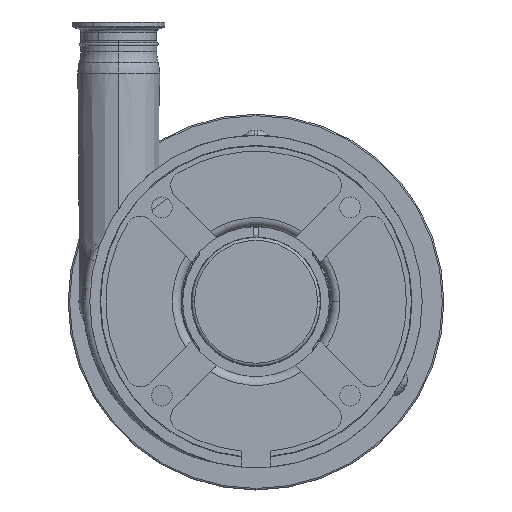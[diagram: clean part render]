
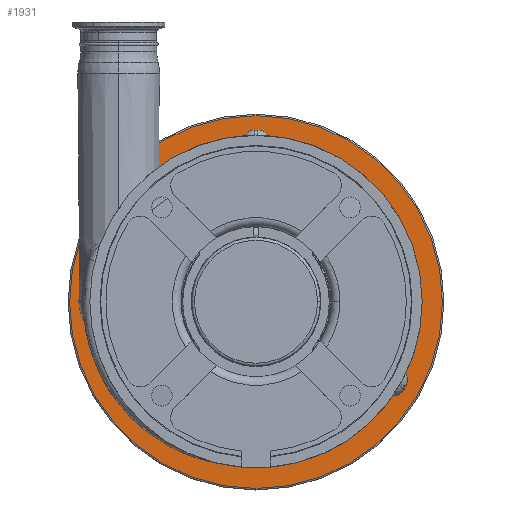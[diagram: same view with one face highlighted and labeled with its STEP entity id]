
A CAD part, top view. The second image highlights one B-rep face of the part: STEP entity #1931.
In plain terms, the highlighted planar face has unit normal (0, 0, 1).
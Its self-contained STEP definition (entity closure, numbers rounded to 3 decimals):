
#136 = ORIENTED_EDGE ( 'NONE', *, *, #12820, .T. ) ;
#659 = FACE_OUTER_BOUND ( 'NONE', #12157, .T. ) ;
#690 = DIRECTION ( 'NONE',  ( 1., 0., 0. ) ) ;
#698 = CARTESIAN_POINT ( 'NONE',  ( 84.397, -54.5, -58.5 ) ) ;
#1118 = VERTEX_POINT ( 'NONE', #12681 ) ;
#1195 = VERTEX_POINT ( 'NONE', #17535 ) ;
#1415 = AXIS2_PLACEMENT_3D ( 'NONE', #8859, #7635, #690 ) ;
#1491 = DIRECTION ( 'NONE',  ( -1., 0., 0. ) ) ;
#1577 = EDGE_LOOP ( 'NONE', ( #4393, #136 ) ) ;
#1592 = ORIENTED_EDGE ( 'NONE', *, *, #5979, .T. ) ;
#1824 = DIRECTION ( 'NONE',  ( -1., 0., 0. ) ) ;
#1861 = VERTEX_POINT ( 'NONE', #5830 ) ;
#1884 = PLANE ( 'NONE',  #6598 ) ;
#1931 = ADVANCED_FACE ( 'NONE', ( #14716, #11901, #9107, #14813, #659 ), #1884, .F. ) ;
#1972 = DIRECTION ( 'NONE',  ( -1., 0., 0. ) ) ;
#2187 = CARTESIAN_POINT ( 'NONE',  ( -94.397, -54.5, -58.5 ) ) ;
#2208 = AXIS2_PLACEMENT_3D ( 'NONE', #2187, #9224, #3404 ) ;
#2428 = DIRECTION ( 'NONE',  ( -1., 0., 0. ) ) ;
#2437 = AXIS2_PLACEMENT_3D ( 'NONE', #5219, #6539, #10947 ) ;
#2504 = CIRCLE ( 'NONE', #2208, 10. ) ;
#3290 = CARTESIAN_POINT ( 'NONE',  ( 104.397, -54.5, -58.5 ) ) ;
#3404 = DIRECTION ( 'NONE',  ( -1., 0., 0. ) ) ;
#3540 = AXIS2_PLACEMENT_3D ( 'NONE', #7414, #17705, #14702 ) ;
#3578 = VERTEX_POINT ( 'NONE', #14107 ) ;
#3714 = DIRECTION ( 'NONE',  ( -1., 0., 0. ) ) ;
#4168 = ORIENTED_EDGE ( 'NONE', *, *, #11597, .T. ) ;
#4332 = AXIS2_PLACEMENT_3D ( 'NONE', #9247, #13448, #14962 ) ;
#4393 = ORIENTED_EDGE ( 'NONE', *, *, #14824, .T. ) ;
#5219 = CARTESIAN_POINT ( 'NONE',  ( 94.397, -54.5, -58.5 ) ) ;
#5302 = EDGE_CURVE ( 'NONE', #8557, #17224, #8737, .T. ) ;
#5543 = CIRCLE ( 'NONE', #4332, 97. ) ;
#5830 = CARTESIAN_POINT ( 'NONE',  ( -84.397, -54.5, -58.5 ) ) ;
#5979 = EDGE_CURVE ( 'NONE', #3578, #6307, #18355, .T. ) ;
#6189 = CARTESIAN_POINT ( 'NONE',  ( 0., 64.295, -58.5 ) ) ;
#6307 = VERTEX_POINT ( 'NONE', #7554 ) ;
#6539 = DIRECTION ( 'NONE',  ( 0., 0., -1. ) ) ;
#6598 = AXIS2_PLACEMENT_3D ( 'NONE', #6189, #13204, #1972 ) ;
#6645 = ORIENTED_EDGE ( 'NONE', *, *, #17624, .T. ) ;
#6657 = CARTESIAN_POINT ( 'NONE',  ( 0., 109., -58.5 ) ) ;
#7054 = VERTEX_POINT ( 'NONE', #16451 ) ;
#7212 = ORIENTED_EDGE ( 'NONE', *, *, #8031, .T. ) ;
#7414 = CARTESIAN_POINT ( 'NONE',  ( -94.397, -54.5, -58.5 ) ) ;
#7511 = DIRECTION ( 'NONE',  ( 1., 0., 0. ) ) ;
#7554 = CARTESIAN_POINT ( 'NONE',  ( 129., 0., -58.5 ) ) ;
#7598 = CARTESIAN_POINT ( 'NONE',  ( 0., 0., -58.5 ) ) ;
#7617 = EDGE_LOOP ( 'NONE', ( #18361, #4168 ) ) ;
#7635 = DIRECTION ( 'NONE',  ( 0., 0., 1. ) ) ;
#7881 = CIRCLE ( 'NONE', #10282, 10. ) ;
#7932 = CARTESIAN_POINT ( 'NONE',  ( 97., 0., -58.5 ) ) ;
#8031 = EDGE_CURVE ( 'NONE', #1861, #18511, #2504, .T. ) ;
#8432 = DIRECTION ( 'NONE',  ( 0., 0., -1. ) ) ;
#8470 = AXIS2_PLACEMENT_3D ( 'NONE', #7598, #17522, #7511 ) ;
#8557 = VERTEX_POINT ( 'NONE', #698 ) ;
#8598 = CIRCLE ( 'NONE', #1415, 129. ) ;
#8737 = CIRCLE ( 'NONE', #2437, 10. ) ;
#8859 = CARTESIAN_POINT ( 'NONE',  ( 0., 0., -58.5 ) ) ;
#9020 = EDGE_LOOP ( 'NONE', ( #7212, #6645 ) ) ;
#9107 = FACE_BOUND ( 'NONE', #10005, .T. ) ;
#9224 = DIRECTION ( 'NONE',  ( 0., 0., -1. ) ) ;
#9244 = CIRCLE ( 'NONE', #9854, 97. ) ;
#9247 = CARTESIAN_POINT ( 'NONE',  ( 0., 0., -58.5 ) ) ;
#9355 = EDGE_CURVE ( 'NONE', #17224, #8557, #7881, .T. ) ;
#9854 = AXIS2_PLACEMENT_3D ( 'NONE', #15650, #8432, #1491 ) ;
#10005 = EDGE_LOOP ( 'NONE', ( #14592, #13703 ) ) ;
#10282 = AXIS2_PLACEMENT_3D ( 'NONE', #11696, #17410, #3714 ) ;
#10744 = AXIS2_PLACEMENT_3D ( 'NONE', #6657, #12356, #2428 ) ;
#10947 = DIRECTION ( 'NONE',  ( -1., 0., 0. ) ) ;
#11353 = CIRCLE ( 'NONE', #3540, 10. ) ;
#11597 = EDGE_CURVE ( 'NONE', #1195, #16369, #5543, .T. ) ;
#11696 = CARTESIAN_POINT ( 'NONE',  ( 94.397, -54.5, -58.5 ) ) ;
#11901 = FACE_BOUND ( 'NONE', #9020, .T. ) ;
#11933 = EDGE_CURVE ( 'NONE', #6307, #3578, #8598, .T. ) ;
#12157 = EDGE_LOOP ( 'NONE', ( #15782, #1592 ) ) ;
#12356 = DIRECTION ( 'NONE',  ( 0., 0., -1. ) ) ;
#12681 = CARTESIAN_POINT ( 'NONE',  ( -10., 109., -58.5 ) ) ;
#12820 = EDGE_CURVE ( 'NONE', #1118, #7054, #15174, .T. ) ;
#13204 = DIRECTION ( 'NONE',  ( 0., 0., -1. ) ) ;
#13448 = DIRECTION ( 'NONE',  ( 0., 0., -1. ) ) ;
#13703 = ORIENTED_EDGE ( 'NONE', *, *, #5302, .T. ) ;
#14107 = CARTESIAN_POINT ( 'NONE',  ( -129., 0., -58.5 ) ) ;
#14592 = ORIENTED_EDGE ( 'NONE', *, *, #9355, .T. ) ;
#14657 = CARTESIAN_POINT ( 'NONE',  ( 0., 109., -58.5 ) ) ;
#14702 = DIRECTION ( 'NONE',  ( -1., 0., 0. ) ) ;
#14716 = FACE_BOUND ( 'NONE', #1577, .T. ) ;
#14813 = FACE_BOUND ( 'NONE', #7617, .T. ) ;
#14824 = EDGE_CURVE ( 'NONE', #7054, #1118, #17044, .T. ) ;
#14962 = DIRECTION ( 'NONE',  ( -1., 0., 0. ) ) ;
#15174 = CIRCLE ( 'NONE', #15794, 10. ) ;
#15650 = CARTESIAN_POINT ( 'NONE',  ( 0., 0., -58.5 ) ) ;
#15782 = ORIENTED_EDGE ( 'NONE', *, *, #11933, .T. ) ;
#15794 = AXIS2_PLACEMENT_3D ( 'NONE', #14657, #17477, #1824 ) ;
#16369 = VERTEX_POINT ( 'NONE', #7932 ) ;
#16451 = CARTESIAN_POINT ( 'NONE',  ( 10., 109., -58.5 ) ) ;
#17044 = CIRCLE ( 'NONE', #10744, 10. ) ;
#17224 = VERTEX_POINT ( 'NONE', #3290 ) ;
#17410 = DIRECTION ( 'NONE',  ( 0., 0., -1. ) ) ;
#17452 = CARTESIAN_POINT ( 'NONE',  ( -104.397, -54.5, -58.5 ) ) ;
#17477 = DIRECTION ( 'NONE',  ( 0., 0., -1. ) ) ;
#17522 = DIRECTION ( 'NONE',  ( 0., 0., 1. ) ) ;
#17535 = CARTESIAN_POINT ( 'NONE',  ( -97., 0., -58.5 ) ) ;
#17624 = EDGE_CURVE ( 'NONE', #18511, #1861, #11353, .T. ) ;
#17705 = DIRECTION ( 'NONE',  ( 0., 0., -1. ) ) ;
#17817 = EDGE_CURVE ( 'NONE', #16369, #1195, #9244, .T. ) ;
#18355 = CIRCLE ( 'NONE', #8470, 129. ) ;
#18361 = ORIENTED_EDGE ( 'NONE', *, *, #17817, .T. ) ;
#18511 = VERTEX_POINT ( 'NONE', #17452 ) ;
